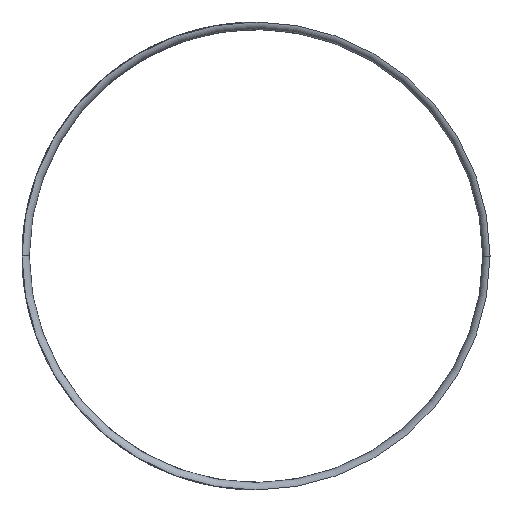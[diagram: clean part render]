
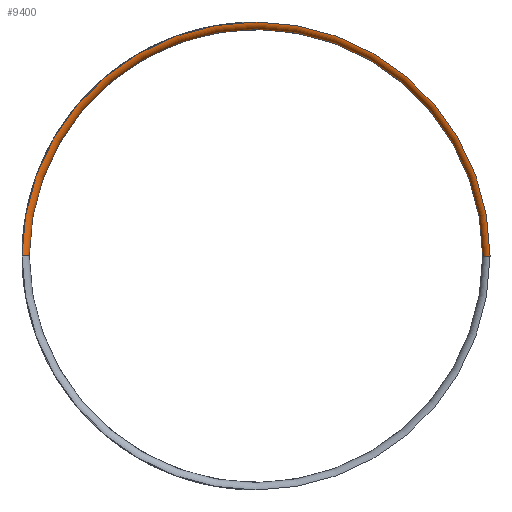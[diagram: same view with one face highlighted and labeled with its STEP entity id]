
A CAD part, front view. The second image highlights one B-rep face of the part: STEP entity #9400.
In plain terms, the highlighted toroidal (fillet/blend) face has major radius 8 mm and minor radius 0.25 mm.
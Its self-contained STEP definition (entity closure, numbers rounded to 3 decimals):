
#85 = EDGE_CURVE ( 'NONE', #11420, #6405, #5629, .T. ) ;
#293 = CIRCLE ( 'NONE', #10501, 7.75 ) ;
#377 = DIRECTION ( 'NONE',  ( 0., -1., 0. ) ) ;
#830 = CIRCLE ( 'NONE', #892, 8. ) ;
#892 = AXIS2_PLACEMENT_3D ( 'NONE', #11456, #4120, #12687 ) ;
#1025 = ORIENTED_EDGE ( 'NONE', *, *, #11535, .F. ) ;
#1073 = DIRECTION ( 'NONE',  ( 1., 0., 0. ) ) ;
#1226 = CARTESIAN_POINT ( 'NONE',  ( -7.75, 5.25, 0. ) ) ;
#1582 = CARTESIAN_POINT ( 'NONE',  ( 0., 5.25, 0. ) ) ;
#1870 = VERTEX_POINT ( 'NONE', #15159 ) ;
#2663 = CARTESIAN_POINT ( 'NONE',  ( 0., 5., 0. ) ) ;
#2778 = DIRECTION ( 'NONE',  ( 1., 0., 0. ) ) ;
#3159 = CIRCLE ( 'NONE', #13821, 0.25 ) ;
#3183 = ORIENTED_EDGE ( 'NONE', *, *, #10089, .F. ) ;
#3203 = CARTESIAN_POINT ( 'NONE',  ( 0., 5.25, 0. ) ) ;
#3517 = CARTESIAN_POINT ( 'NONE',  ( -3.875, 5.25, 6.712 ) ) ;
#3519 = ORIENTED_EDGE ( 'NONE', *, *, #12712, .T. ) ;
#3569 = CARTESIAN_POINT ( 'NONE',  ( 0., 5.25, 0. ) ) ;
#3587 = AXIS2_PLACEMENT_3D ( 'NONE', #15686, #8385, #1073 ) ;
#3597 = AXIS2_PLACEMENT_3D ( 'NONE', #3569, #10890, #4813 ) ;
#3889 = DIRECTION ( 'NONE',  ( -1., 0., 0. ) ) ;
#4120 = DIRECTION ( 'NONE',  ( 0., -1., 0. ) ) ;
#4222 = CARTESIAN_POINT ( 'NONE',  ( -8., 5., 0. ) ) ;
#4237 = ORIENTED_EDGE ( 'NONE', *, *, #85, .F. ) ;
#4283 = EDGE_CURVE ( 'NONE', #10832, #13910, #8535, .T. ) ;
#4297 = ORIENTED_EDGE ( 'NONE', *, *, #4283, .F. ) ;
#4435 = DIRECTION ( 'NONE',  ( 1., 0., 0. ) ) ;
#4813 = DIRECTION ( 'NONE',  ( 1., 0., 0. ) ) ;
#4927 = DIRECTION ( 'NONE',  ( 0., -1., 0. ) ) ;
#5128 = CARTESIAN_POINT ( 'NONE',  ( 8., 5.25, 0. ) ) ;
#5174 = FACE_OUTER_BOUND ( 'NONE', #11112, .T. ) ;
#5358 = CIRCLE ( 'NONE', #7375, 8. ) ;
#5514 = EDGE_CURVE ( 'NONE', #1870, #10832, #3159, .T. ) ;
#5629 = CIRCLE ( 'NONE', #3597, 7.75 ) ;
#5649 = CARTESIAN_POINT ( 'NONE',  ( -6.712, 5.25, 3.875 ) ) ;
#5797 = DIRECTION ( 'NONE',  ( 0., -1., 0. ) ) ;
#6363 = DIRECTION ( 'NONE',  ( -1., 0., 0. ) ) ;
#6405 = VERTEX_POINT ( 'NONE', #5649 ) ;
#6455 = VERTEX_POINT ( 'NONE', #1226 ) ;
#7375 = AXIS2_PLACEMENT_3D ( 'NONE', #2663, #11218, #3889 ) ;
#8385 = DIRECTION ( 'NONE',  ( 0., 0., 1. ) ) ;
#8426 = TOROIDAL_SURFACE ( 'NONE', #12720, 8., 0.25 ) ;
#8535 = CIRCLE ( 'NONE', #10641, 7.75 ) ;
#8830 = CARTESIAN_POINT ( 'NONE',  ( 0., 5., 8. ) ) ;
#9013 = CARTESIAN_POINT ( 'NONE',  ( 0., 5.25, 7.75 ) ) ;
#9391 = CIRCLE ( 'NONE', #9644, 7.75 ) ;
#9400 = ADVANCED_FACE ( 'NONE', ( #5174 ), #8426, .T. ) ;
#9615 = ORIENTED_EDGE ( 'NONE', *, *, #5514, .F. ) ;
#9644 = AXIS2_PLACEMENT_3D ( 'NONE', #13118, #5797, #14346 ) ;
#9768 = CARTESIAN_POINT ( 'NONE',  ( 7.75, 5.25, 0. ) ) ;
#10089 = EDGE_CURVE ( 'NONE', #6405, #6455, #9391, .T. ) ;
#10122 = DIRECTION ( 'NONE',  ( 0., -1., 0. ) ) ;
#10382 = VERTEX_POINT ( 'NONE', #8830 ) ;
#10501 = AXIS2_PLACEMENT_3D ( 'NONE', #12244, #4927, #13477 ) ;
#10641 = AXIS2_PLACEMENT_3D ( 'NONE', #1582, #10122, #2778 ) ;
#10832 = VERTEX_POINT ( 'NONE', #9768 ) ;
#10890 = DIRECTION ( 'NONE',  ( 0., -1., 0. ) ) ;
#11112 = EDGE_LOOP ( 'NONE', ( #4297, #9615, #15220, #11386, #3519, #3183, #4237, #1025 ) ) ;
#11218 = DIRECTION ( 'NONE',  ( 0., -1., 0. ) ) ;
#11386 = ORIENTED_EDGE ( 'NONE', *, *, #15746, .T. ) ;
#11420 = VERTEX_POINT ( 'NONE', #3517 ) ;
#11456 = CARTESIAN_POINT ( 'NONE',  ( 0., 5., 0. ) ) ;
#11535 = EDGE_CURVE ( 'NONE', #13910, #11420, #293, .T. ) ;
#12143 = EDGE_CURVE ( 'NONE', #1870, #10382, #830, .T. ) ;
#12244 = CARTESIAN_POINT ( 'NONE',  ( 0., 5.25, 0. ) ) ;
#12687 = DIRECTION ( 'NONE',  ( -1., 0., 0. ) ) ;
#12712 = EDGE_CURVE ( 'NONE', #13500, #6455, #14373, .T. ) ;
#12720 = AXIS2_PLACEMENT_3D ( 'NONE', #3203, #377, #4435 ) ;
#13118 = CARTESIAN_POINT ( 'NONE',  ( 0., 5.25, 0. ) ) ;
#13477 = DIRECTION ( 'NONE',  ( 1., 0., 0. ) ) ;
#13500 = VERTEX_POINT ( 'NONE', #4222 ) ;
#13666 = DIRECTION ( 'NONE',  ( 0., 0., -1. ) ) ;
#13821 = AXIS2_PLACEMENT_3D ( 'NONE', #5128, #13666, #6363 ) ;
#13910 = VERTEX_POINT ( 'NONE', #9013 ) ;
#14346 = DIRECTION ( 'NONE',  ( 1., 0., 0. ) ) ;
#14373 = CIRCLE ( 'NONE', #3587, 0.25 ) ;
#15159 = CARTESIAN_POINT ( 'NONE',  ( 8., 5., 0. ) ) ;
#15220 = ORIENTED_EDGE ( 'NONE', *, *, #12143, .T. ) ;
#15686 = CARTESIAN_POINT ( 'NONE',  ( -8., 5.25, 0. ) ) ;
#15746 = EDGE_CURVE ( 'NONE', #10382, #13500, #5358, .T. ) ;
